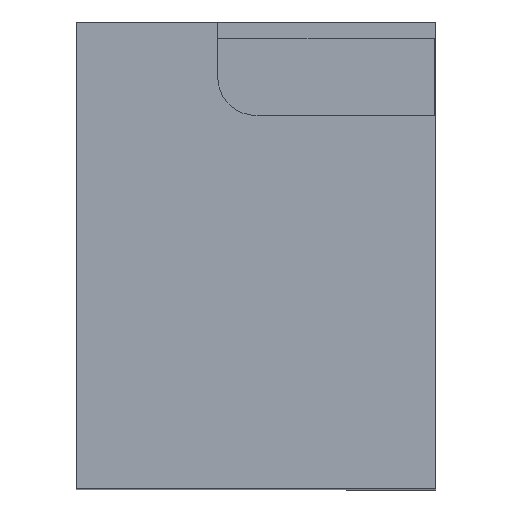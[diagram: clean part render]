
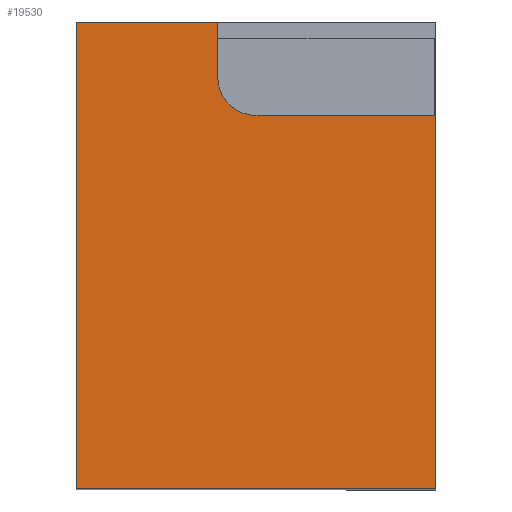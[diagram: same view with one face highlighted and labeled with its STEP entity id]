
A CAD part, top view. The second image highlights one B-rep face of the part: STEP entity #19530.
In plain terms, the highlighted face is planar.
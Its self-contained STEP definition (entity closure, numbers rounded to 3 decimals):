
#120=CARTESIAN_POINT('',(13.875,60.8,
26.3));
#130=VERTEX_POINT('',#120);
#160=CARTESIAN_POINT('',(41.375,60.8,
26.3));
#170=DIRECTION('',(-1.,0.,0.));
#180=VECTOR('',#170,1.);
#190=LINE('',#160,#180);
#200=CARTESIAN_POINT('',(41.375,60.8,
26.3));
#210=VERTEX_POINT('',#200);
#220=EDGE_CURVE('',#210,#130,#190,.T.);
#590=CARTESIAN_POINT('',(41.375,60.8,
5.1));
#600=VERTEX_POINT('',#590);
#630=CARTESIAN_POINT('',(13.875,60.8,
5.1));
#640=DIRECTION('',(1.,0.,0.));
#650=VECTOR('',#640,1.);
#660=LINE('',#630,#650);
#670=CARTESIAN_POINT('',(19.375,60.8,
5.1));
#680=VERTEX_POINT('',#670);
#690=EDGE_CURVE('',#680,#600,#660,.T.);
#1170=CARTESIAN_POINT('',(41.375,60.8,
5.1));
#1180=DIRECTION('',(0.,0.,1.));
#1190=VECTOR('',#1180,1.);
#1200=LINE('',#1170,#1190);
#1210=EDGE_CURVE('',#600,#210,#1200,.T.);
#18970=CARTESIAN_POINT('',(13.875,60.8,
17.95));
#18980=VERTEX_POINT('',#18970);
#19010=CARTESIAN_POINT('',(13.875,60.8,
26.3));
#19020=DIRECTION('',(0.,0.,-1.));
#19030=VECTOR('',#19020,1.);
#19040=LINE('',#19010,#19030);
#19050=EDGE_CURVE('',#130,#18980,#19040,.T.);
#19190=CARTESIAN_POINT('',(27.625,60.8,
15.7));
#19200=DIRECTION('',(0.,1.,0.));
#19210=DIRECTION('',(1.,0.,0.));
#19220=AXIS2_PLACEMENT_3D('',#19190,#19200,#19210);
#19230=PLANE('',#19220);
#19240=ORIENTED_EDGE('',*,*,#19050,.F.);
#19250=CARTESIAN_POINT('',(39.749,60.8,
17.95));
#19260=DIRECTION('',(1.,0.,0.));
#19270=VECTOR('',#19260,1.);
#19280=LINE('',#19250,#19270);
#19290=CARTESIAN_POINT('',(17.125,60.8,
17.95));
#19300=VERTEX_POINT('',#19290);
#19310=EDGE_CURVE('',#18980,#19300,#19280,.T.);
#19320=ORIENTED_EDGE('',*,*,#19310,.F.);
#19330=CARTESIAN_POINT('',(17.125,60.8,
15.7));
#19340=DIRECTION('',(0.,1.,0.));
#19350=DIRECTION('',(0.,0.,-1.));
#19360=AXIS2_PLACEMENT_3D('',#19330,#19340,#19350);
#19370=CIRCLE('',#19360,2.25);
#19380=CARTESIAN_POINT('',(19.375,60.8,
15.7));
#19390=VERTEX_POINT('',#19380);
#19400=EDGE_CURVE('',#19300,#19390,#19370,.T.);
#19410=ORIENTED_EDGE('',*,*,#19400,.F.);
#19420=CARTESIAN_POINT('',(19.375,60.8,
15.7));
#19430=DIRECTION('',(0.,0.,1.));
#19440=VECTOR('',#19430,1.);
#19450=LINE('',#19420,#19440);
#19460=EDGE_CURVE('',#680,#19390,#19450,.T.);
#19470=ORIENTED_EDGE('',*,*,#19460,.T.);
#19480=ORIENTED_EDGE('',*,*,#690,.F.);
#19490=ORIENTED_EDGE('',*,*,#1210,.F.);
#19500=ORIENTED_EDGE('',*,*,#220,.F.);
#19510=EDGE_LOOP('',(#19500,#19490,#19480,#19470,#19410,#19320,#19240));
#19520=FACE_OUTER_BOUND('',#19510,.T.);
#19530=ADVANCED_FACE('',(#19520),#19230,.T.);
